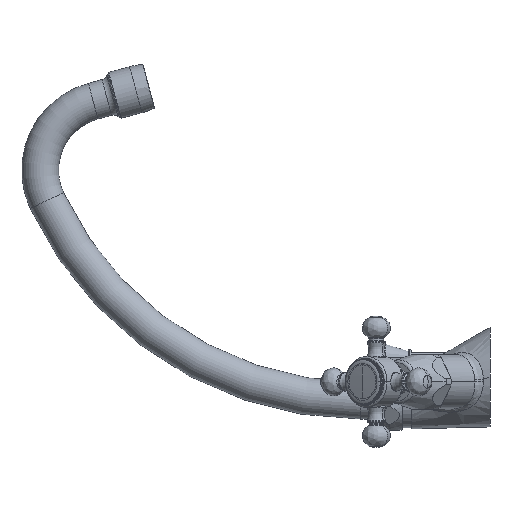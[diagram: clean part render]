
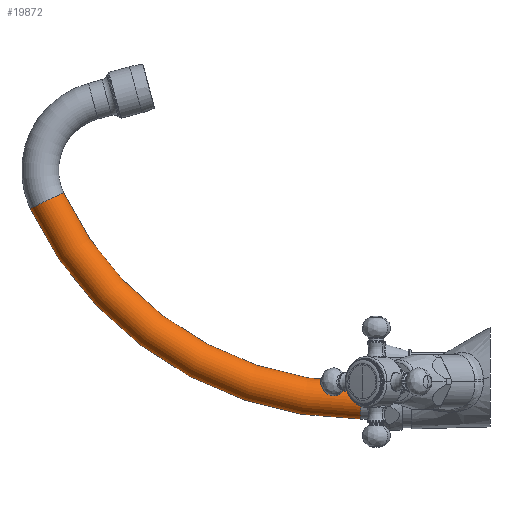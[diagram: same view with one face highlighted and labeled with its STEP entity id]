
A CAD part, left-side view. The second image highlights one B-rep face of the part: STEP entity #19872.
In plain terms, the highlighted toroidal (fillet/blend) face has major radius 168.937 mm and minor radius 9 mm.
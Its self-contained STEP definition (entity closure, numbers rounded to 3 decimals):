
#3459=CARTESIAN_POINT('',(0.,63.1,-11.4));
#3460=DIRECTION('',(0.,1.,0.));
#3461=DIRECTION('',(0.,0.,-1.));
#3462=AXIS2_PLACEMENT_3D('',#3459,#3460,#3461);
#3464=CARTESIAN_POINT('',(0.,63.1,157.537));
#3465=DIRECTION('',(1.,0.,0.));
#3466=DIRECTION('',(0.,0.,-1.));
#3467=AXIS2_PLACEMENT_3D('',#3464,#3465,#3466);
#3474=CARTESIAN_POINT('',(0.,63.1,157.537));
#3475=DIRECTION('',(1.,0.,0.));
#3476=DIRECTION('',(0.,0.,-1.));
#3477=AXIS2_PLACEMENT_3D('',#3474,#3475,#3476);
#3489=CARTESIAN_POINT('',(0.,216.229,86.184));
#3490=DIRECTION('',(0.,0.422,0.906));
#3491=DIRECTION('',(0.,0.906,-0.422));
#3492=AXIS2_PLACEMENT_3D('',#3489,#3490,#3491);
#16575=CARTESIAN_POINT('',(0.,63.1,-2.4));
#16576=CARTESIAN_POINT('',(0.,63.1,-20.4));
#16577=VERTEX_POINT('',#16575);
#16578=VERTEX_POINT('',#16576);
#16579=CARTESIAN_POINT('',(0.,208.071,89.986));
#16580=CARTESIAN_POINT('',(0.,224.387,82.383));
#16581=VERTEX_POINT('',#16579);
#16582=VERTEX_POINT('',#16580);
#19858=CARTESIAN_POINT('',(0.,63.1,157.537));
#19859=DIRECTION('',(1.,0.,0.));
#19860=DIRECTION('',(0.,0.,1.));
#19861=AXIS2_PLACEMENT_3D('',#19858,#19859,#19860);
#19862=TOROIDAL_SURFACE('',#19861,168.937,9.);
#19863=ORIENTED_EDGE('',*,*,#19845,.F.);
#19865=ORIENTED_EDGE('',*,*,#19864,.T.);
#19867=ORIENTED_EDGE('',*,*,#19866,.T.);
#19869=ORIENTED_EDGE('',*,*,#19868,.F.);
#19870=EDGE_LOOP('',(#19863,#19865,#19867,#19869));
#19871=FACE_OUTER_BOUND('',#19870,.F.);
#19872=ADVANCED_FACE('',(#19871),#19862,.T.);
#3463=CIRCLE('',#3462,9.);
#3468=CIRCLE('',#3467,177.937);
#3478=CIRCLE('',#3477,159.937);
#3493=CIRCLE('',#3492,9.);
#19845=EDGE_CURVE('',#16578,#16577,#3463,.T.);
#19864=EDGE_CURVE('',#16578,#16582,#3468,.T.);
#19866=EDGE_CURVE('',#16582,#16581,#3493,.T.);
#19868=EDGE_CURVE('',#16577,#16581,#3478,.T.);
